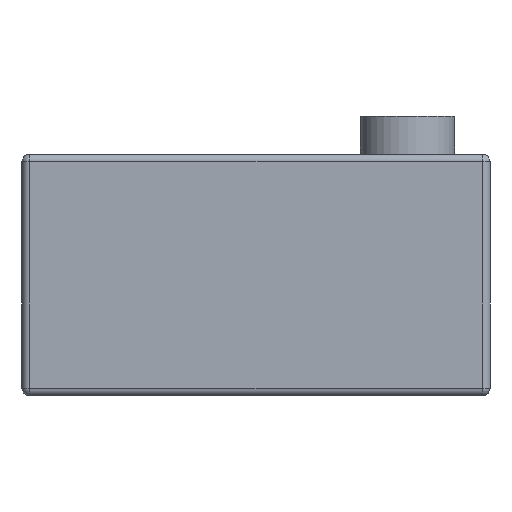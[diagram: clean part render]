
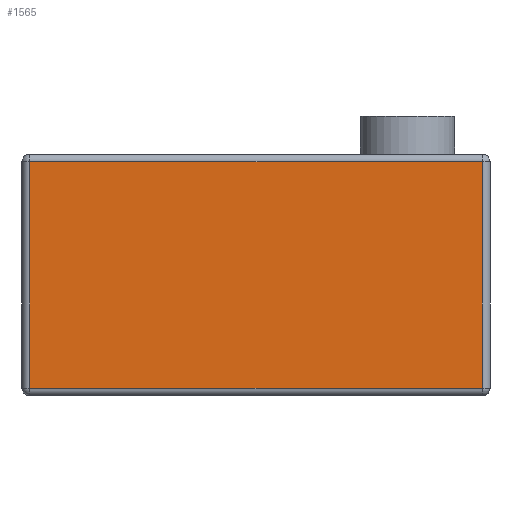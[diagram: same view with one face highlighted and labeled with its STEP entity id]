
A CAD part, front view. The second image highlights one B-rep face of the part: STEP entity #1565.
In plain terms, the highlighted planar face has unit normal (0, -1, 0).
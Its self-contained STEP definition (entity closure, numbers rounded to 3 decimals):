
#1065=CARTESIAN_POINT('',(-23.9,-124.0,-11.95));
#1066=VERTEX_POINT('',#1065);
#1168=CARTESIAN_POINT('',(23.9,-124.0,-11.95));
#1169=VERTEX_POINT('',#1168);
#1194=CARTESIAN_POINT('',(-23.9,-124.0,11.95));
#1195=VERTEX_POINT('',#1194);
#1258=CARTESIAN_POINT('',(23.9,-124.0,11.95));
#1259=VERTEX_POINT('',#1258);
#1311=CARTESIAN_POINT('',(-23.9,-124.0,11.95));
#1312=DIRECTION('',(1.0,0.0,0.0));
#1313=VECTOR('',#1312,47.8);
#1314=LINE('',#1311,#1313);
#1315=EDGE_CURVE('',#1195,#1259,#1314,.T.);
#1333=CARTESIAN_POINT('',(23.9,-124.0,11.95));
#1334=DIRECTION('',(0.0,0.0,-1.0));
#1335=VECTOR('',#1334,23.9);
#1336=LINE('',#1333,#1335);
#1337=EDGE_CURVE('',#1259,#1169,#1336,.T.);
#1411=CARTESIAN_POINT('',(-23.9,-124.0,-11.95));
#1412=DIRECTION('',(0.0,0.0,1.0));
#1413=VECTOR('',#1412,23.9);
#1414=LINE('',#1411,#1413);
#1415=EDGE_CURVE('',#1066,#1195,#1414,.T.);
#1455=CARTESIAN_POINT('',(23.9,-124.0,-11.95));
#1456=DIRECTION('',(-1.0,0.0,0.0));
#1457=VECTOR('',#1456,47.8);
#1458=LINE('',#1455,#1457);
#1459=EDGE_CURVE('',#1169,#1066,#1458,.T.);
#1554=CARTESIAN_POINT('',(0.,-124.0,0.));
#1555=DIRECTION('',(0.0,1.0,0.0));
#1556=DIRECTION('',(0.0,0.0,1.0));
#1557=AXIS2_PLACEMENT_3D('',#1554,#1555,#1556);
#1558=PLANE('',#1557);
#1559=ORIENTED_EDGE('',*,*,#1315,.F.);
#1560=ORIENTED_EDGE('',*,*,#1415,.F.);
#1561=ORIENTED_EDGE('',*,*,#1459,.F.);
#1562=ORIENTED_EDGE('',*,*,#1337,.F.);
#1563=EDGE_LOOP('',(#1559,#1560,#1561,#1562));
#1564=FACE_OUTER_BOUND('',#1563,.T.);
#1565=ADVANCED_FACE('',(#1564),#1558,.F.);
